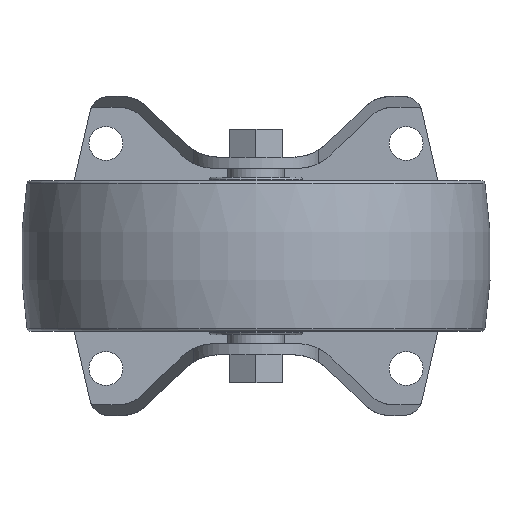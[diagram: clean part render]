
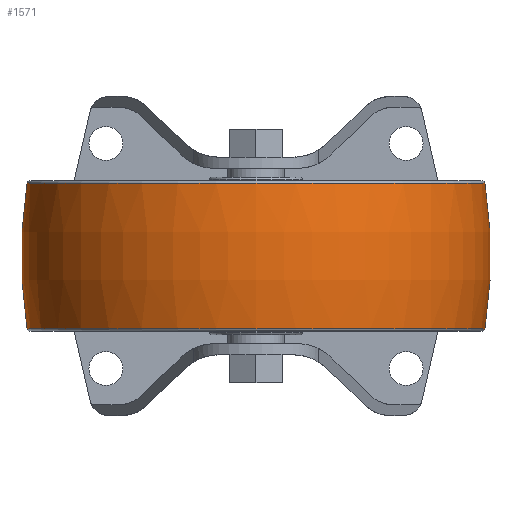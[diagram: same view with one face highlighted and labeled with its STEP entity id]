
A CAD part, front view. The second image highlights one B-rep face of the part: STEP entity #1571.
In plain terms, the highlighted toroidal (fillet/blend) face has major radius 62.5 mm and minor radius 125 mm.
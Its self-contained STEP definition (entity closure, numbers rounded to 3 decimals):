
#20=DEGENERATE_TOROIDAL_SURFACE('',#1749,62.5,125.,
 .F.);
#751=ORIENTED_EDGE('',*,*,#974,.T.);
#752=ORIENTED_EDGE('',*,*,#975,.F.);
#974=EDGE_CURVE('',#1126,#1126,#1190,.T.);
#975=EDGE_CURVE('',#1127,#1127,#1191,.T.);
#1126=VERTEX_POINT('',#2698);
#1127=VERTEX_POINT('',#2701);
#1190=CIRCLE('',#1748,60.997);
#1191=CIRCLE('',#1750,60.997);
#1309=EDGE_LOOP('',(#751));
#1310=EDGE_LOOP('',(#752));
#1439=FACE_BOUND('',#1309,.T.);
#1440=FACE_BOUND('',#1310,.T.);
#1571=ADVANCED_FACE('',(#1439,#1440),#20,.F.);
#1748=AXIS2_PLACEMENT_3D('',#2697,#2198,#2199);
#1749=AXIS2_PLACEMENT_3D('',#2699,#2200,#2201);
#1750=AXIS2_PLACEMENT_3D('',#2700,#2202,#2203);
#2198=DIRECTION('',(0.,0.,-1.));
#2199=DIRECTION('',(-1.,0.,0.));
#2200=DIRECTION('',(0.,0.,-1.));
#2201=DIRECTION('',(-1.,0.,0.));
#2202=DIRECTION('',(0.,0.,-1.));
#2203=DIRECTION('',(-1.,0.,0.));
#2697=CARTESIAN_POINT('',(0.,0.,19.324));
#2698=CARTESIAN_POINT('',(-60.997,0.,19.324));
#2699=CARTESIAN_POINT('',(0.,0.,0.));
#2700=CARTESIAN_POINT('',(0.,0.,-19.324));
#2701=CARTESIAN_POINT('',(-60.997,0.,-19.324));
